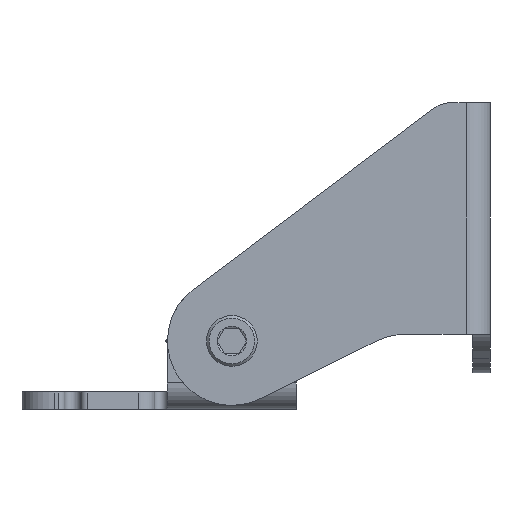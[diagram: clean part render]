
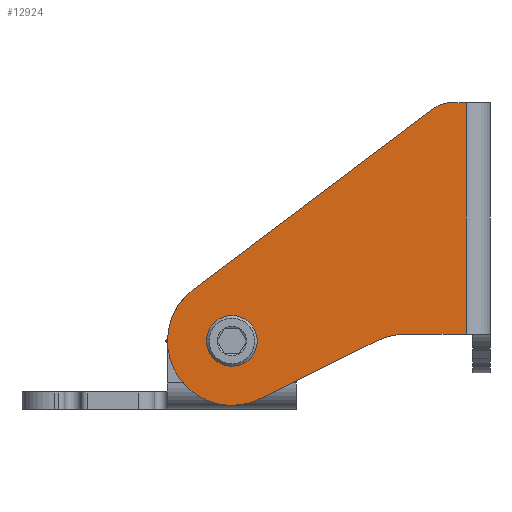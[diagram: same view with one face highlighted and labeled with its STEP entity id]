
A CAD part, left-side view. The second image highlights one B-rep face of the part: STEP entity #12924.
In plain terms, the highlighted planar face has unit normal (-1, 0, 0).
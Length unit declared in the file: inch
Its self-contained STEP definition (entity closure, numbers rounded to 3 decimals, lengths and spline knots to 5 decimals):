
#234 = ORIENTED_EDGE ( 'NONE', *, *, #1980, .T. ) ;
#330 = VERTEX_POINT ( 'NONE', #3648 ) ;
#394 = LINE ( 'NONE', #5765, #7173 ) ;
#667 = CARTESIAN_POINT ( 'NONE',  ( -0.885, 1.87, -0.951 ) ) ;
#986 = DIRECTION ( 'NONE',  ( 1., 0., 0. ) ) ;
#1257 = AXIS2_PLACEMENT_3D ( 'NONE', #667, #13097, #12000 ) ;
#1490 = AXIS2_PLACEMENT_3D ( 'NONE', #12763, #11661, #10638 ) ;
#1674 = LINE ( 'NONE', #8123, #9966 ) ;
#1769 = DIRECTION ( 'NONE',  ( 0., -0.895, 0.445 ) ) ;
#1980 = EDGE_CURVE ( 'NONE', #8650, #11951, #3914, .T. ) ;
#2060 = DIRECTION ( 'NONE',  ( 0., 1., 0. ) ) ;
#2559 = CARTESIAN_POINT ( 'NONE',  ( -0.885, 1.99598, -0.951 ) ) ;
#2690 = ORIENTED_EDGE ( 'NONE', *, *, #6976, .T. ) ;
#2939 = DIRECTION ( 'NONE',  ( 0., 1., 0. ) ) ;
#3199 = AXIS2_PLACEMENT_3D ( 'NONE', #7208, #986, #9252 ) ;
#3271 = CARTESIAN_POINT ( 'NONE',  ( -0.885, 0.245, 0.9 ) ) ;
#3442 = EDGE_CURVE ( 'NONE', #4982, #12759, #9135, .T. ) ;
#3476 = CARTESIAN_POINT ( 'NONE',  ( -0.885, 0.05, 0.9 ) ) ;
#3538 = EDGE_CURVE ( 'NONE', #13409, #4144, #394, .T. ) ;
#3648 = CARTESIAN_POINT ( 'NONE',  ( -0.885, 0.52749, -0.9 ) ) ;
#3702 = LINE ( 'NONE', #8957, #9750 ) ;
#3746 = ORIENTED_EDGE ( 'NONE', *, *, #11430, .T. ) ;
#3914 = CIRCLE ( 'NONE', #11544, 0.25 ) ;
#3925 = CARTESIAN_POINT ( 'NONE',  ( -0.885, 1.64728, -1.39866 ) ) ;
#4038 = CARTESIAN_POINT ( 'NONE',  ( -0.885, 0.31181, 0.84964 ) ) ;
#4124 = CARTESIAN_POINT ( 'NONE',  ( -0.885, 0.05, -0.9 ) ) ;
#4144 = VERTEX_POINT ( 'NONE', #4124 ) ;
#4422 = ORIENTED_EDGE ( 'NONE', *, *, #3442, .T. ) ;
#4457 = ORIENTED_EDGE ( 'NONE', *, *, #13518, .T. ) ;
#4622 = VERTEX_POINT ( 'NONE', #2559 ) ;
#4982 = VERTEX_POINT ( 'NONE', #12312 ) ;
#5138 = PLANE ( 'NONE',  #6588 ) ;
#5140 = EDGE_LOOP ( 'NONE', ( #8898 ) ) ;
#5573 = DIRECTION ( 'NONE',  ( 0., 0., -1. ) ) ;
#5765 = CARTESIAN_POINT ( 'NONE',  ( -0.885, 0.05, -0.951 ) ) ;
#6289 = DIRECTION ( 'NONE',  ( 0., 1., 0. ) ) ;
#6292 = ORIENTED_EDGE ( 'NONE', *, *, #10131, .T. ) ;
#6588 = AXIS2_PLACEMENT_3D ( 'NONE', #7468, #9310, #6289 ) ;
#6749 = CARTESIAN_POINT ( 'NONE',  ( -0.885, 0.16133, 0.9 ) ) ;
#6807 = VECTOR ( 'NONE', #8665, 39.37008 ) ;
#6976 = EDGE_CURVE ( 'NONE', #12759, #11390, #11142, .T. ) ;
#7173 = VECTOR ( 'NONE', #5573, 39.37008 ) ;
#7208 = CARTESIAN_POINT ( 'NONE',  ( -0.885, 0.52749, -1.4 ) ) ;
#7468 = CARTESIAN_POINT ( 'NONE',  ( -0.885, 1.87, -0.951 ) ) ;
#7514 = LINE ( 'NONE', #3271, #6807 ) ;
#7858 = DIRECTION ( 'NONE',  ( 0., -1., 0. ) ) ;
#8079 = ORIENTED_EDGE ( 'NONE', *, *, #3538, .F. ) ;
#8123 = CARTESIAN_POINT ( 'NONE',  ( -0.885, 0., -0.9 ) ) ;
#8407 = VECTOR ( 'NONE', #1769, 39.37008 ) ;
#8497 = FACE_BOUND ( 'NONE', #5140, .T. ) ;
#8650 = VERTEX_POINT ( 'NONE', #6749 ) ;
#8665 = DIRECTION ( 'NONE',  ( 0., 0.799, -0.602 ) ) ;
#8898 = ORIENTED_EDGE ( 'NONE', *, *, #10166, .T. ) ;
#8957 = CARTESIAN_POINT ( 'NONE',  ( -0.885, 0.245, 0.9 ) ) ;
#9135 = CIRCLE ( 'NONE', #1490, 0.5 ) ;
#9245 = EDGE_CURVE ( 'NONE', #11390, #330, #11480, .T. ) ;
#9252 = DIRECTION ( 'NONE',  ( 0., 1., 0. ) ) ;
#9310 = DIRECTION ( 'NONE',  ( 1., 0., 0. ) ) ;
#9750 = VECTOR ( 'NONE', #2939, 39.37008 ) ;
#9966 = VECTOR ( 'NONE', #7858, 39.37008 ) ;
#10124 = EDGE_LOOP ( 'NONE', ( #3746, #234, #4457, #4422, #2690, #11591, #6292, #8079 ) ) ;
#10131 = EDGE_CURVE ( 'NONE', #330, #4144, #1674, .T. ) ;
#10166 = EDGE_CURVE ( 'NONE', #4622, #4622, #11713, .T. ) ;
#10638 = DIRECTION ( 'NONE',  ( 0., 1., 0. ) ) ;
#11142 = LINE ( 'NONE', #12302, #8407 ) ;
#11390 = VERTEX_POINT ( 'NONE', #12093 ) ;
#11430 = EDGE_CURVE ( 'NONE', #13409, #8650, #3702, .T. ) ;
#11480 = CIRCLE ( 'NONE', #3199, 0.5 ) ;
#11544 = AXIS2_PLACEMENT_3D ( 'NONE', #12450, #12517, #2060 ) ;
#11591 = ORIENTED_EDGE ( 'NONE', *, *, #9245, .T. ) ;
#11661 = DIRECTION ( 'NONE',  ( -1., 0., 0. ) ) ;
#11713 = CIRCLE ( 'NONE', #1257, 0.12598 ) ;
#11951 = VERTEX_POINT ( 'NONE', #4038 ) ;
#12000 = DIRECTION ( 'NONE',  ( 0., 1., 0. ) ) ;
#12093 = CARTESIAN_POINT ( 'NONE',  ( -0.885, 0.75021, -0.95234 ) ) ;
#12302 = CARTESIAN_POINT ( 'NONE',  ( -0.885, 0.645, -0.9 ) ) ;
#12312 = CARTESIAN_POINT ( 'NONE',  ( -0.885, 2.17096, -0.55172 ) ) ;
#12450 = CARTESIAN_POINT ( 'NONE',  ( -0.885, 0.16133, 0.65 ) ) ;
#12517 = DIRECTION ( 'NONE',  ( -1., 0., 0. ) ) ;
#12759 = VERTEX_POINT ( 'NONE', #3925 ) ;
#12763 = CARTESIAN_POINT ( 'NONE',  ( -0.885, 1.87, -0.951 ) ) ;
#12924 = ADVANCED_FACE ( 'NONE', ( #8497, #13476 ), #5138, .F. ) ;
#13097 = DIRECTION ( 'NONE',  ( 1., 0., 0. ) ) ;
#13409 = VERTEX_POINT ( 'NONE', #3476 ) ;
#13476 = FACE_OUTER_BOUND ( 'NONE', #10124, .T. ) ;
#13518 = EDGE_CURVE ( 'NONE', #11951, #4982, #7514, .T. ) ;
